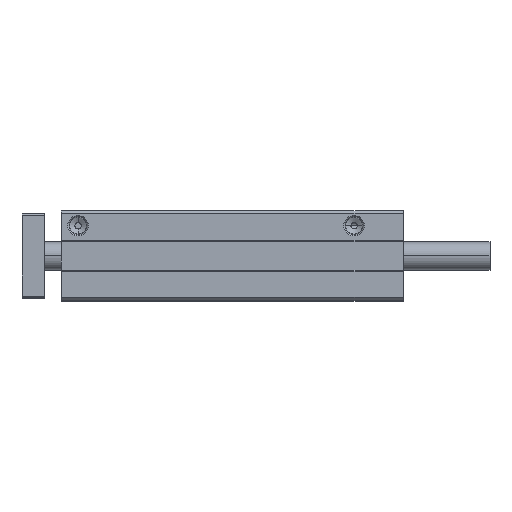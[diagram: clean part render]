
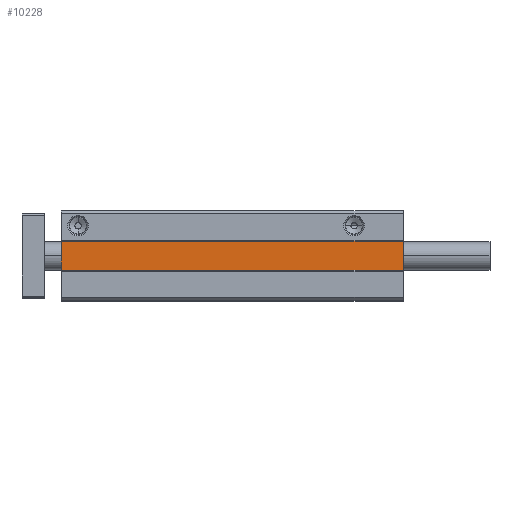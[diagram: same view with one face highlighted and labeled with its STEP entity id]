
A CAD part, top view. The second image highlights one B-rep face of the part: STEP entity #10228.
In plain terms, the highlighted planar face has unit normal (0, 0, 1).
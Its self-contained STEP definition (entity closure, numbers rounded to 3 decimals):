
#522 = DIRECTION ( 'NONE',  ( 1., 0., 0. ) ) ;
#535 = CARTESIAN_POINT ( 'NONE',  ( 0., 10.3, 73.4 ) ) ;
#793 = DIRECTION ( 'NONE',  ( 0., 1., 0. ) ) ;
#897 = VERTEX_POINT ( 'NONE', #5214 ) ;
#1653 = EDGE_CURVE ( 'NONE', #2989, #897, #10002, .T. ) ;
#1798 = VERTEX_POINT ( 'NONE', #12644 ) ;
#2157 = DIRECTION ( 'NONE',  ( 1., 0., 0. ) ) ;
#2175 = EDGE_CURVE ( 'NONE', #7287, #1798, #3035, .T. ) ;
#2338 = AXIS2_PLACEMENT_3D ( 'NONE', #10727, #11657, #522 ) ;
#2652 = PLANE ( 'NONE',  #2338 ) ;
#2661 = LINE ( 'NONE', #9876, #4590 ) ;
#2989 = VERTEX_POINT ( 'NONE', #9236 ) ;
#3035 = LINE ( 'NONE', #8015, #12441 ) ;
#4590 = VECTOR ( 'NONE', #793, 1000. ) ;
#4838 = VECTOR ( 'NONE', #11689, 1000. ) ;
#4981 = CARTESIAN_POINT ( 'NONE',  ( 0., -10.3, 73.4 ) ) ;
#5214 = CARTESIAN_POINT ( 'NONE',  ( 0., -10.3, 73.4 ) ) ;
#5850 = ORIENTED_EDGE ( 'NONE', *, *, #2175, .F. ) ;
#6095 = DIRECTION ( 'NONE',  ( 0., -1., 0. ) ) ;
#6263 = EDGE_CURVE ( 'NONE', #2989, #1798, #2661, .T. ) ;
#7221 = CARTESIAN_POINT ( 'NONE',  ( 0., -10.3, 73.4 ) ) ;
#7287 = VERTEX_POINT ( 'NONE', #535 ) ;
#8015 = CARTESIAN_POINT ( 'NONE',  ( 0., 10.3, 73.4 ) ) ;
#8083 = LINE ( 'NONE', #7221, #8465 ) ;
#8236 = ORIENTED_EDGE ( 'NONE', *, *, #6263, .T. ) ;
#8465 = VECTOR ( 'NONE', #6095, 1000. ) ;
#9159 = EDGE_CURVE ( 'NONE', #7287, #897, #8083, .T. ) ;
#9236 = CARTESIAN_POINT ( 'NONE',  ( 244., -10.3, 73.4 ) ) ;
#9415 = FACE_OUTER_BOUND ( 'NONE', #12638, .T. ) ;
#9876 = CARTESIAN_POINT ( 'NONE',  ( 244., -10.3, 73.4 ) ) ;
#10002 = LINE ( 'NONE', #4981, #4838 ) ;
#10228 = ADVANCED_FACE ( 'NONE', ( #9415 ), #2652, .T. ) ;
#10510 = ORIENTED_EDGE ( 'NONE', *, *, #1653, .F. ) ;
#10727 = CARTESIAN_POINT ( 'NONE',  ( 0., -10.3, 73.4 ) ) ;
#11657 = DIRECTION ( 'NONE',  ( 0., 0., 1. ) ) ;
#11689 = DIRECTION ( 'NONE',  ( -1., 0., 0. ) ) ;
#12441 = VECTOR ( 'NONE', #2157, 1000. ) ;
#12638 = EDGE_LOOP ( 'NONE', ( #12789, #10510, #8236, #5850 ) ) ;
#12644 = CARTESIAN_POINT ( 'NONE',  ( 244., 10.3, 73.4 ) ) ;
#12789 = ORIENTED_EDGE ( 'NONE', *, *, #9159, .T. ) ;
